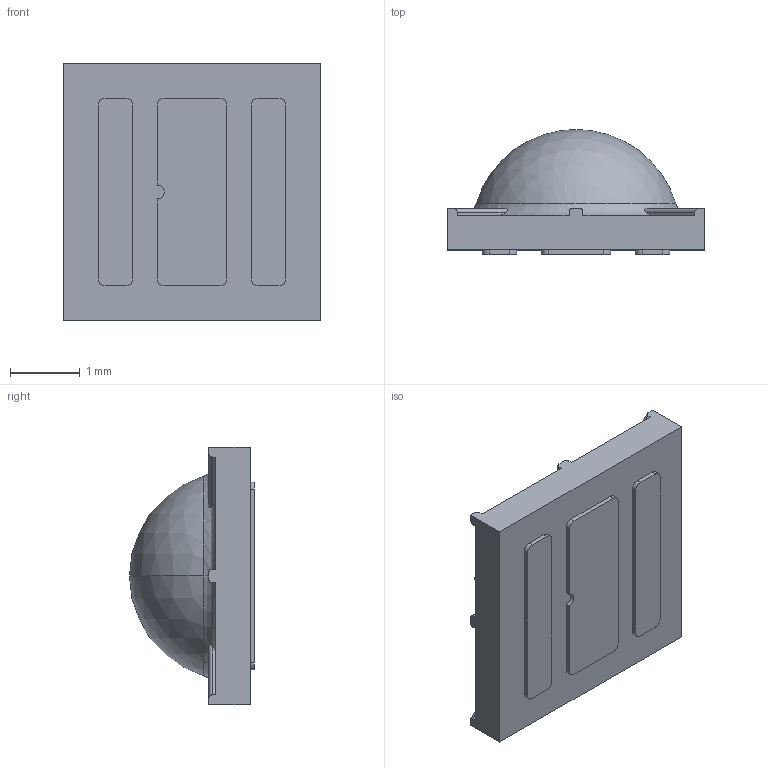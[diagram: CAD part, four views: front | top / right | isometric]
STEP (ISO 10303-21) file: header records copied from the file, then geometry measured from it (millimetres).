
FILE_DESCRIPTION (( 'STEP AP214' ), '1' );
FILE_NAME ('PROD00000464_RevA_Luxeon I 150deg_20160505 (simplified).STEP', '2016-05-17T02:12:45', ( 'Philips' ), ( 'Philips' ), 'SwSTEP 2.0', 'SolidWorks 2015', '' );
FILE_SCHEMA (( 'AUTOMOTIVE_DESIGN' ));
Length unit declared in the file: millimetre
Products named in the file (2): Solidify (20160505); PROD00000464_RevA_Luxeon I 150deg_20160505 (simplified)
Assembly tree (1 placements, depth 2):
  PROD00000464_RevA_Luxeon I 150deg_20160505 (simplified)
    Solidify (20160505)
Bounding box: 3.7 x 1.8 x 3.7 mm (x, y, z)
Volume: 12.5 mm3; surface area: 41.1 mm2
Topology: 1 solids, 1 shells, 86 faces, 242 edges, 161 vertices
Faces by surface type: plane 53, cylinder 29, sphere 2, torus 2
Entity records: 3106 total; most frequent: CARTESIAN_POINT 845, ORIENTED_EDGE 484, DIRECTION 440, EDGE_CURVE 242, VERTEX_POINT 161, AXIS2_PLACEMENT_3D 148, LINE 144, VECTOR 144
